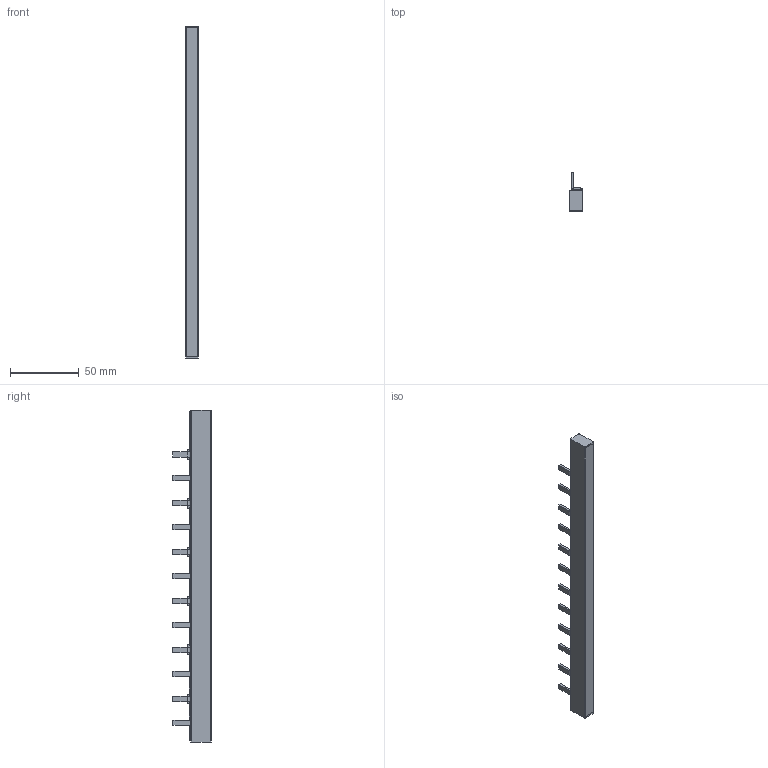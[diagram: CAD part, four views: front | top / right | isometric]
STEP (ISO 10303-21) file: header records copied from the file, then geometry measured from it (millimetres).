
FILE_DESCRIPTION(/* description */ ('Unknown'),/* implementation_level */ '2;1');
FILE_NAME(/* name */ 'PEINE PCZ 2P',/* time_stamp */ '2025-04-30T10:44:08-03:00',/* author */ ('Unknown'),/* organization */ ('Unknown'),/* preprocessor_version */ 'ST-DEVELOPER v16.7',/* originating_system */ 'Solid Edge',/* authorisation */ 'Unknown');
FILE_SCHEMA (('AUTOMOTIVE_DESIGN {1 0 10303 214 3 1 1}'));
Length unit declared in the file: millimetre
Products named in the file (1): PEINE PCZ 2P
Bounding box: 9.2 x 27.9 x 242 mm (x, y, z)
Volume: 23535.5 mm3; surface area: 30021.9 mm2
Topology: 1 solids, 2 shells, 264 faces, 740 edges, 468 vertices
Faces by surface type: plane 200, cylinder 64
Entity records: 10324 total; most frequent: CARTESIAN_POINT 1557, ORIENTED_EDGE 1480, DIRECTION 1400, EDGE_CURVE 740, LINE 562, VECTOR 562, VERTEX_POINT 468, AXIS2_PLACEMENT_3D 419
